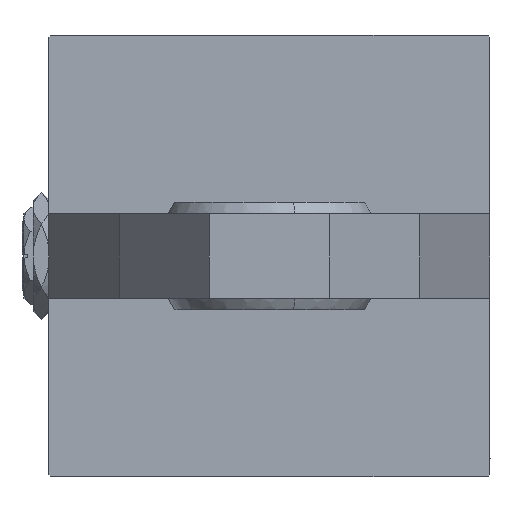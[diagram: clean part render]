
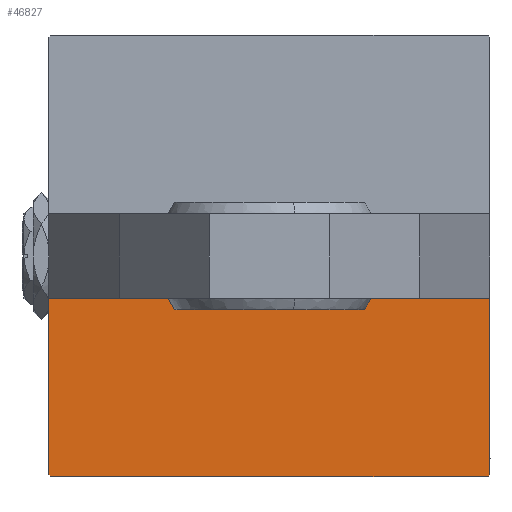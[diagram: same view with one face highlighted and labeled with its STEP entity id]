
A CAD part, left-side view. The second image highlights one B-rep face of the part: STEP entity #46827.
In plain terms, the highlighted planar face has unit normal (-1, 0, 0).
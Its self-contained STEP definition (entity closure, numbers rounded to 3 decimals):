
#425 = CARTESIAN_POINT ( 'NONE',  ( 0., -57.5, -57. ) ) ;
#484 = DIRECTION ( 'NONE',  ( 0., -0.707, 0.707 ) ) ;
#810 = ORIENTED_EDGE ( 'NONE', *, *, #21059, .T. ) ;
#1139 = DIRECTION ( 'NONE',  ( 0., -1., 0. ) ) ;
#1336 = ORIENTED_EDGE ( 'NONE', *, *, #9549, .T. ) ;
#1681 = ORIENTED_EDGE ( 'NONE', *, *, #23956, .T. ) ;
#2671 = LINE ( 'NONE', #37376, #11998 ) ;
#3517 = VERTEX_POINT ( 'NONE', #10053 ) ;
#5295 = LINE ( 'NONE', #21541, #22075 ) ;
#5544 = VERTEX_POINT ( 'NONE', #49881 ) ;
#7734 = FACE_OUTER_BOUND ( 'NONE', #43132, .T. ) ;
#8761 = DIRECTION ( 'NONE',  ( 0., 0., -1. ) ) ;
#9010 = LINE ( 'NONE', #49455, #48782 ) ;
#9549 = EDGE_CURVE ( 'NONE', #42784, #13922, #9010, .T. ) ;
#10053 = CARTESIAN_POINT ( 'NONE',  ( 0., -57., 57.5 ) ) ;
#11489 = CARTESIAN_POINT ( 'NONE',  ( 0., -57., -57.5 ) ) ;
#11998 = VECTOR ( 'NONE', #1139, 1000. ) ;
#12644 = VECTOR ( 'NONE', #34452, 1000. ) ;
#13151 = LINE ( 'NONE', #17161, #12644 ) ;
#13775 = CARTESIAN_POINT ( 'NONE',  ( 0., -57.25, 57.25 ) ) ;
#13922 = VERTEX_POINT ( 'NONE', #425 ) ;
#14085 = CARTESIAN_POINT ( 'NONE',  ( 0., -11., -57.5 ) ) ;
#14160 = ORIENTED_EDGE ( 'NONE', *, *, #24462, .F. ) ;
#16632 = VERTEX_POINT ( 'NONE', #14085 ) ;
#17161 = CARTESIAN_POINT ( 'NONE',  ( 0., -57.5, 57.5 ) ) ;
#17406 = ORIENTED_EDGE ( 'NONE', *, *, #17522, .T. ) ;
#17522 = EDGE_CURVE ( 'NONE', #26351, #3517, #17767, .T. ) ;
#17767 = LINE ( 'NONE', #13775, #39754 ) ;
#17803 = DIRECTION ( 'NONE',  ( 0., -1., 0. ) ) ;
#19978 = PLANE ( 'NONE',  #33284 ) ;
#21059 = EDGE_CURVE ( 'NONE', #5544, #16632, #49712, .T. ) ;
#21236 = DIRECTION ( 'NONE',  ( 0., 0.707, 0.707 ) ) ;
#21541 = CARTESIAN_POINT ( 'NONE',  ( 0., 57.5, -57.5 ) ) ;
#22075 = VECTOR ( 'NONE', #17803, 1000. ) ;
#23956 = EDGE_CURVE ( 'NONE', #16632, #42784, #5295, .T. ) ;
#24462 = EDGE_CURVE ( 'NONE', #26351, #13922, #13151, .T. ) ;
#26351 = VERTEX_POINT ( 'NONE', #46260 ) ;
#33255 = CARTESIAN_POINT ( 'NONE',  ( 0., -11., 57.5 ) ) ;
#33284 = AXIS2_PLACEMENT_3D ( 'NONE', #36491, #39955, #49928 ) ;
#34452 = DIRECTION ( 'NONE',  ( 0., 0., -1. ) ) ;
#36491 = CARTESIAN_POINT ( 'NONE',  ( 0., 0., 0. ) ) ;
#37376 = CARTESIAN_POINT ( 'NONE',  ( 0., 57.5, 57.5 ) ) ;
#39754 = VECTOR ( 'NONE', #21236, 1000. ) ;
#39955 = DIRECTION ( 'NONE',  ( -1., 0., 0. ) ) ;
#42784 = VERTEX_POINT ( 'NONE', #11489 ) ;
#43132 = EDGE_LOOP ( 'NONE', ( #50184, #810, #1681, #1336, #14160, #17406 ) ) ;
#44955 = VECTOR ( 'NONE', #8761, 1000. ) ;
#45624 = EDGE_CURVE ( 'NONE', #5544, #3517, #2671, .T. ) ;
#46260 = CARTESIAN_POINT ( 'NONE',  ( 0., -57.5, 57. ) ) ;
#46827 = ADVANCED_FACE ( 'NONE', ( #7734 ), #19978, .T. ) ;
#48782 = VECTOR ( 'NONE', #484, 1000. ) ;
#49455 = CARTESIAN_POINT ( 'NONE',  ( 0., -57.25, -57.25 ) ) ;
#49712 = LINE ( 'NONE', #33255, #44955 ) ;
#49881 = CARTESIAN_POINT ( 'NONE',  ( 0., -11., 57.5 ) ) ;
#49928 = DIRECTION ( 'NONE',  ( 0., 0., 1. ) ) ;
#50184 = ORIENTED_EDGE ( 'NONE', *, *, #45624, .F. ) ;
